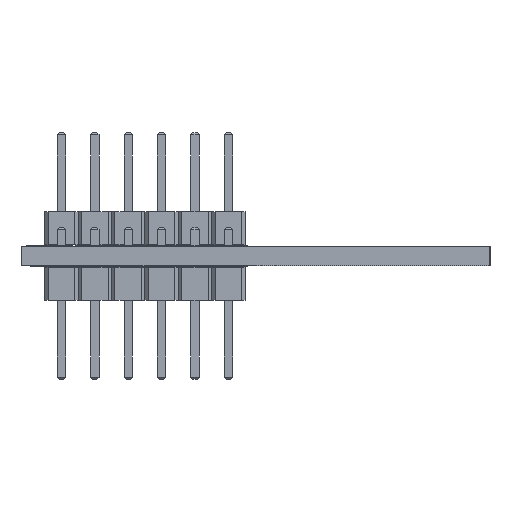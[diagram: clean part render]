
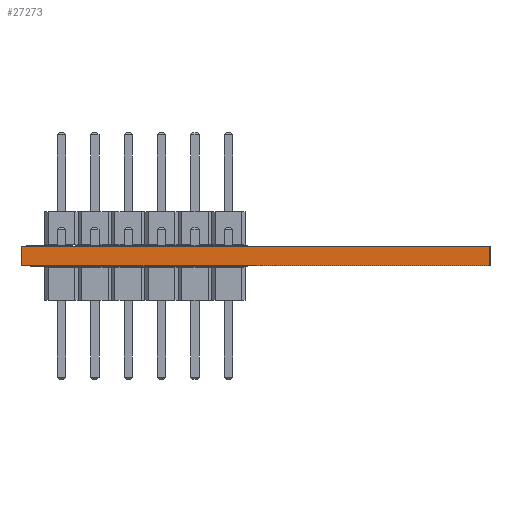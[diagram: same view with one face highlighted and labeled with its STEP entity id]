
A CAD part, left-side view. The second image highlights one B-rep face of the part: STEP entity #27273.
In plain terms, the highlighted planar face has unit normal (-1, 0, 0).
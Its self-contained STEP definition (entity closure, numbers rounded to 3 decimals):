
#27217 = VERTEX_POINT('',#27218);
#27218 = CARTESIAN_POINT('',(36.,-81.6,1.51));
#27224 = EDGE_CURVE('',#27225,#27217,#27227,.T.);
#27225 = VERTEX_POINT('',#27226);
#27226 = CARTESIAN_POINT('',(36.,-81.6,0.));
#27227 = LINE('',#27228,#27229);
#27228 = CARTESIAN_POINT('',(36.,-81.6,0.));
#27229 = VECTOR('',#27230,1.);
#27230 = DIRECTION('',(0.,0.,1.));
#27273 = ADVANCED_FACE('',(#27274),#27299,.T.);
#27274 = FACE_BOUND('',#27275,.T.);
#27275 = EDGE_LOOP('',(#27276,#27277,#27285,#27293));
#27276 = ORIENTED_EDGE('',*,*,#27224,.T.);
#27277 = ORIENTED_EDGE('',*,*,#27278,.T.);
#27278 = EDGE_CURVE('',#27217,#27279,#27281,.T.);
#27279 = VERTEX_POINT('',#27280);
#27280 = CARTESIAN_POINT('',(36.,-46.,1.51));
#27281 = LINE('',#27282,#27283);
#27282 = CARTESIAN_POINT('',(36.,-81.6,1.51));
#27283 = VECTOR('',#27284,1.);
#27284 = DIRECTION('',(0.,1.,0.));
#27285 = ORIENTED_EDGE('',*,*,#27286,.F.);
#27286 = EDGE_CURVE('',#27287,#27279,#27289,.T.);
#27287 = VERTEX_POINT('',#27288);
#27288 = CARTESIAN_POINT('',(36.,-46.,0.));
#27289 = LINE('',#27290,#27291);
#27290 = CARTESIAN_POINT('',(36.,-46.,0.));
#27291 = VECTOR('',#27292,1.);
#27292 = DIRECTION('',(0.,0.,1.));
#27293 = ORIENTED_EDGE('',*,*,#27294,.F.);
#27294 = EDGE_CURVE('',#27225,#27287,#27295,.T.);
#27295 = LINE('',#27296,#27297);
#27296 = CARTESIAN_POINT('',(36.,-81.6,0.));
#27297 = VECTOR('',#27298,1.);
#27298 = DIRECTION('',(0.,1.,0.));
#27299 = PLANE('',#27300);
#27300 = AXIS2_PLACEMENT_3D('',#27301,#27302,#27303);
#27301 = CARTESIAN_POINT('',(36.,-81.6,0.));
#27302 = DIRECTION('',(-1.,0.,0.));
#27303 = DIRECTION('',(0.,1.,0.));
